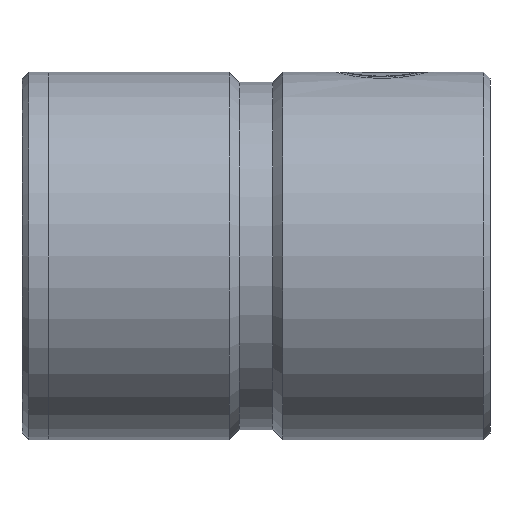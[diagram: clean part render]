
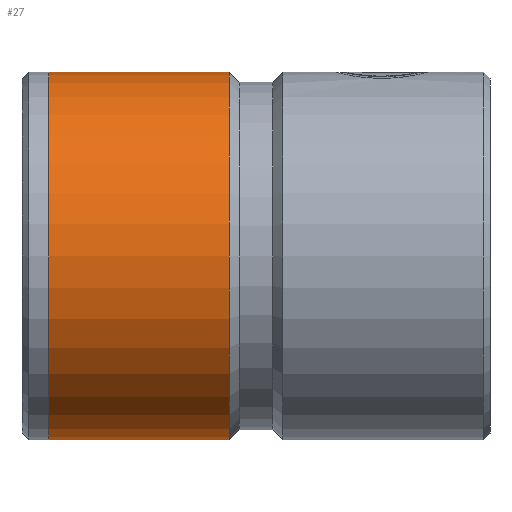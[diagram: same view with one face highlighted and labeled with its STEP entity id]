
A CAD part, left-side view. The second image highlights one B-rep face of the part: STEP entity #27.
In plain terms, the highlighted cylindrical face has radius 27.5 mm (diameter 55 mm), a partial arc.
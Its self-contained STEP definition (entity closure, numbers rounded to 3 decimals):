
#27 = ADVANCED_FACE ( 'NONE', ( #859 ), #801, .T. ) ;
#42 = CARTESIAN_POINT ( 'NONE',  ( 0., 66., 0. ) ) ;
#76 = ORIENTED_EDGE ( 'NONE', *, *, #1132, .T. ) ;
#100 = LINE ( 'NONE', #529, #621 ) ;
#124 = AXIS2_PLACEMENT_3D ( 'NONE', #42, #945, #174 ) ;
#146 = EDGE_LOOP ( 'NONE', ( #509, #688, #76, #719 ) ) ;
#174 = DIRECTION ( 'NONE',  ( 0., 0., -1. ) ) ;
#240 = CARTESIAN_POINT ( 'NONE',  ( 0., 39., 0. ) ) ;
#252 = CIRCLE ( 'NONE', #124, 27.5 ) ;
#269 = EDGE_CURVE ( 'NONE', #340, #339, #361, .T. ) ;
#339 = VERTEX_POINT ( 'NONE', #371 ) ;
#340 = VERTEX_POINT ( 'NONE', #1135 ) ;
#341 = AXIS2_PLACEMENT_3D ( 'NONE', #240, #1131, #367 ) ;
#361 = CIRCLE ( 'NONE', #341, 27.5 ) ;
#362 = EDGE_CURVE ( 'NONE', #940, #340, #100, .T. ) ;
#367 = DIRECTION ( 'NONE',  ( 0., 0., -1. ) ) ;
#371 = CARTESIAN_POINT ( 'NONE',  ( 0., 39., -27.5 ) ) ;
#469 = CARTESIAN_POINT ( 'NONE',  ( 0., 0., -27.5 ) ) ;
#489 = VECTOR ( 'NONE', #604, 1000. ) ;
#509 = ORIENTED_EDGE ( 'NONE', *, *, #362, .F. ) ;
#529 = CARTESIAN_POINT ( 'NONE',  ( 0., 0., 27.5 ) ) ;
#604 = DIRECTION ( 'NONE',  ( 0., -1., 0. ) ) ;
#621 = VECTOR ( 'NONE', #1306, 1000. ) ;
#688 = ORIENTED_EDGE ( 'NONE', *, *, #1599, .T. ) ;
#706 = CARTESIAN_POINT ( 'NONE',  ( 0., 0., 0. ) ) ;
#719 = ORIENTED_EDGE ( 'NONE', *, *, #269, .F. ) ;
#801 = CYLINDRICAL_SURFACE ( 'NONE', #1236, 27.5 ) ;
#820 = DIRECTION ( 'NONE',  ( 0., 0., -1. ) ) ;
#859 = FACE_OUTER_BOUND ( 'NONE', #146, .T. ) ;
#863 = VERTEX_POINT ( 'NONE', #885 ) ;
#885 = CARTESIAN_POINT ( 'NONE',  ( 0., 66., -27.5 ) ) ;
#919 = CARTESIAN_POINT ( 'NONE',  ( 0., 66., 27.5 ) ) ;
#940 = VERTEX_POINT ( 'NONE', #919 ) ;
#945 = DIRECTION ( 'NONE',  ( 0., -1., 0. ) ) ;
#960 = DIRECTION ( 'NONE',  ( 0., -1., 0. ) ) ;
#1131 = DIRECTION ( 'NONE',  ( 0., -1., 0. ) ) ;
#1132 = EDGE_CURVE ( 'NONE', #863, #339, #1160, .T. ) ;
#1135 = CARTESIAN_POINT ( 'NONE',  ( 0., 39., 27.5 ) ) ;
#1160 = LINE ( 'NONE', #469, #489 ) ;
#1236 = AXIS2_PLACEMENT_3D ( 'NONE', #706, #960, #820 ) ;
#1306 = DIRECTION ( 'NONE',  ( 0., -1., 0. ) ) ;
#1599 = EDGE_CURVE ( 'NONE', #940, #863, #252, .T. ) ;
